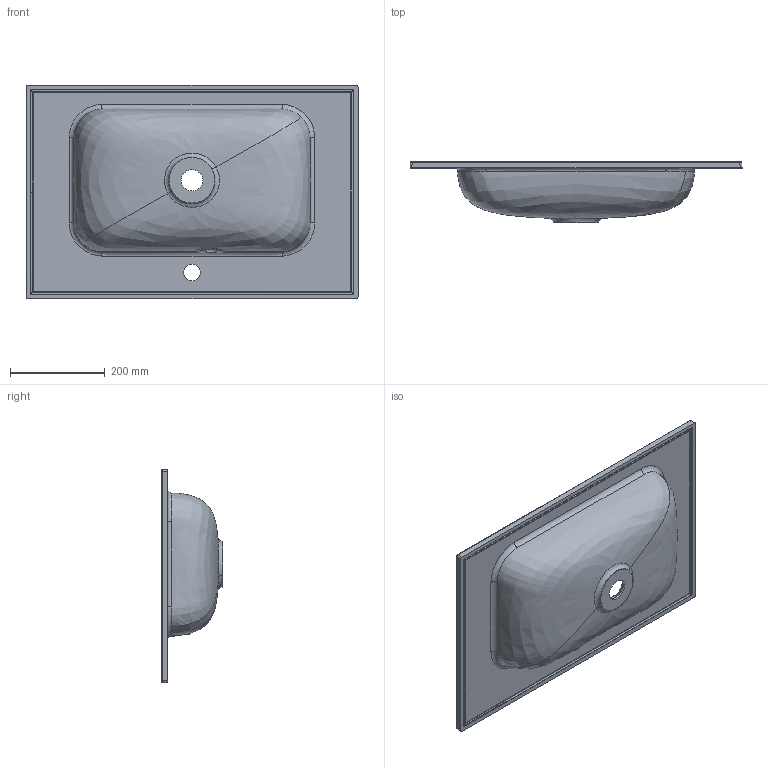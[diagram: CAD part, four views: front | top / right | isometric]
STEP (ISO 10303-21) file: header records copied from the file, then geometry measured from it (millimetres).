
FILE_DESCRIPTION (( 'STEP AP214' ), '1' );
FILE_NAME ('Della 700.STEP', '2019-12-20T07:24:22', ( '' ), ( '' ), 'SwSTEP 2.0', 'SolidWorks 2018', '' );
FILE_SCHEMA (( 'AUTOMOTIVE_DESIGN' ));
Length unit declared in the file: millimetre
Products named in the file (1): Della 700
Bounding box: 700.98 x 130 x 450.73 mm (x, y, z)
Volume: 4851637.2 mm3; surface area: 845347.3 mm2
Topology: 1 solids, 1 shells, 97 faces, 247 edges, 146 vertices
Faces by surface type: bspline 39, cylinder 33, plane 13, sphere 8, cone 4
Entity records: 28643 total; most frequent: CARTESIAN_POINT 26630, ORIENTED_EDGE 478, DIRECTION 337, EDGE_CURVE 239, VERTEX_POINT 146, AXIS2_PLACEMENT_3D 136, EDGE_LOOP 105, ADVANCED_FACE 97
